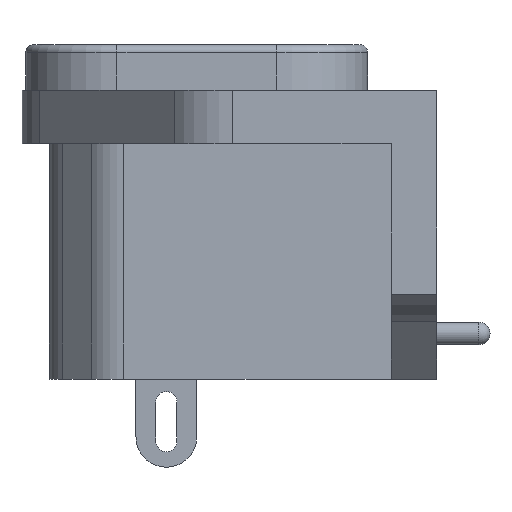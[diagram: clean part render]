
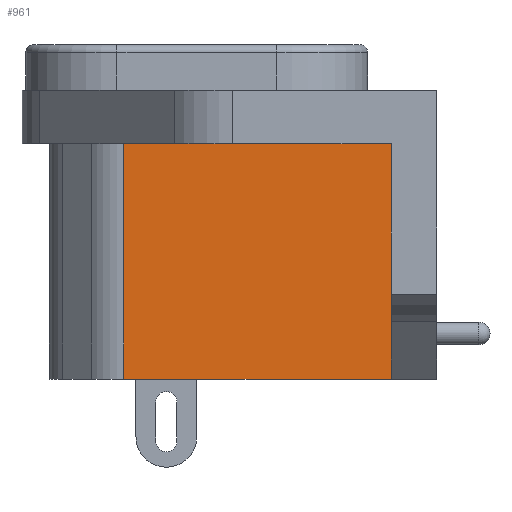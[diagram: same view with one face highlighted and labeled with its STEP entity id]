
A CAD part, left-side view. The second image highlights one B-rep face of the part: STEP entity #961.
In plain terms, the highlighted planar face has unit normal (-1, 0, 0).
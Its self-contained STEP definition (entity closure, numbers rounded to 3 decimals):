
#50 = CARTESIAN_POINT ( 'NONE',  ( -13.65, -11.8, -100.216 ) ) ;
#91 = DIRECTION ( 'NONE',  ( 0., 1., 0. ) ) ;
#96 = CARTESIAN_POINT ( 'NONE',  ( -13.65, -11.8, -22. ) ) ;
#266 = CARTESIAN_POINT ( 'NONE',  ( -13.65, -12.8, -6.5 ) ) ;
#373 = LINE ( 'NONE', #96, #2363 ) ;
#379 = CARTESIAN_POINT ( 'NONE',  ( -13.65, -11.8, -6.5 ) ) ;
#449 = EDGE_CURVE ( 'NONE', #3615, #3326, #861, .T. ) ;
#470 = EDGE_CURVE ( 'NONE', #3615, #1596, #373, .T. ) ;
#495 = DIRECTION ( 'NONE',  ( 0., -1., 0. ) ) ;
#650 = VECTOR ( 'NONE', #3310, 1000. ) ;
#715 = AXIS2_PLACEMENT_3D ( 'NONE', #50, #781, #91 ) ;
#781 = DIRECTION ( 'NONE',  ( 1., 0., 0. ) ) ;
#836 = CARTESIAN_POINT ( 'NONE',  ( -13.65, 4.8, -100.216 ) ) ;
#861 = LINE ( 'NONE', #836, #650 ) ;
#961 = ADVANCED_FACE ( 'NONE', ( #2186 ), #3956, .F. ) ;
#1122 = EDGE_CURVE ( 'NONE', #1596, #4371, #1250, .T. ) ;
#1155 = EDGE_CURVE ( 'NONE', #4371, #3326, #1742, .T. ) ;
#1250 = LINE ( 'NONE', #2060, #1688 ) ;
#1342 = CARTESIAN_POINT ( 'NONE',  ( -13.65, -12.8, -22. ) ) ;
#1596 = VERTEX_POINT ( 'NONE', #1342 ) ;
#1688 = VECTOR ( 'NONE', #4180, 1000. ) ;
#1742 = LINE ( 'NONE', #379, #3448 ) ;
#1811 = ORIENTED_EDGE ( 'NONE', *, *, #449, .F. ) ;
#2060 = CARTESIAN_POINT ( 'NONE',  ( -13.65, -12.8, -100.216 ) ) ;
#2147 = EDGE_LOOP ( 'NONE', ( #1811, #3462, #2440, #2518 ) ) ;
#2186 = FACE_OUTER_BOUND ( 'NONE', #2147, .T. ) ;
#2363 = VECTOR ( 'NONE', #495, 1000. ) ;
#2440 = ORIENTED_EDGE ( 'NONE', *, *, #1122, .T. ) ;
#2518 = ORIENTED_EDGE ( 'NONE', *, *, #1155, .T. ) ;
#2822 = DIRECTION ( 'NONE',  ( 0., 1., 0. ) ) ;
#3310 = DIRECTION ( 'NONE',  ( 0., 0., 1. ) ) ;
#3326 = VERTEX_POINT ( 'NONE', #3848 ) ;
#3448 = VECTOR ( 'NONE', #2822, 1000. ) ;
#3462 = ORIENTED_EDGE ( 'NONE', *, *, #470, .T. ) ;
#3615 = VERTEX_POINT ( 'NONE', #3667 ) ;
#3667 = CARTESIAN_POINT ( 'NONE',  ( -13.65, 4.8, -22. ) ) ;
#3848 = CARTESIAN_POINT ( 'NONE',  ( -13.65, 4.8, -6.5 ) ) ;
#3956 = PLANE ( 'NONE',  #715 ) ;
#4180 = DIRECTION ( 'NONE',  ( 0., 0., 1. ) ) ;
#4371 = VERTEX_POINT ( 'NONE', #266 ) ;
